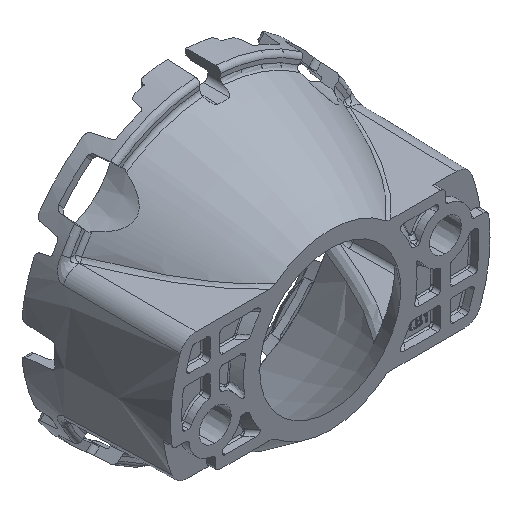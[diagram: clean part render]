
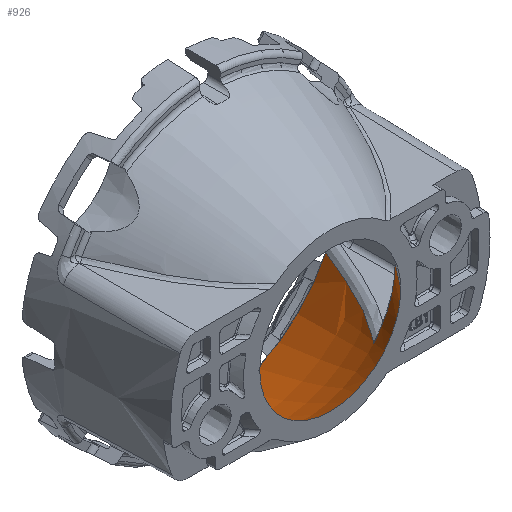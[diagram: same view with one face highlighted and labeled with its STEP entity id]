
A CAD part, isometric view. The second image highlights one B-rep face of the part: STEP entity #926.
In plain terms, the highlighted face is a revolution surface.
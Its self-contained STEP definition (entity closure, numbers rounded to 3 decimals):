
#926=ADVANCED_FACE('',(#2225),#2226,.T.);
#2225=FACE_OUTER_BOUND('',#5888,.T.);
#2226=SURFACE_OF_REVOLUTION('',#5889,#5890);
#5888=EDGE_LOOP('',(#11546,#11547,#11548,#11549,#11550,#11551,#11552,#11553,#11554,#11555,#11556));
#5889=B_SPLINE_CURVE_WITH_KNOTS('',3,(#11557,#11558,#11559,#11560,#11561,#11562,#11563,#11564,#11565,#11566),.UNSPECIFIED.,.F.,.F.,(4,1,1,1,1,1,1,4),(0.0,0.01,0.216,0.349,0.482,0.749,0.99,1.0),.UNSPECIFIED.);
#5890=AXIS1_PLACEMENT('',#11567,#11568);
#11546=ORIENTED_EDGE('',*,*,#15117,.F.);
#11547=ORIENTED_EDGE('',*,*,#15116,.F.);
#11548=ORIENTED_EDGE('',*,*,#15130,.F.);
#11549=ORIENTED_EDGE('',*,*,#15114,.F.);
#11550=ORIENTED_EDGE('',*,*,#15789,.F.);
#11551=ORIENTED_EDGE('',*,*,#15783,.T.);
#11552=ORIENTED_EDGE('',*,*,#15782,.T.);
#11553=ORIENTED_EDGE('',*,*,#16043,.T.);
#11554=ORIENTED_EDGE('',*,*,#16044,.T.);
#11555=ORIENTED_EDGE('',*,*,#16045,.T.);
#11556=ORIENTED_EDGE('',*,*,#16046,.F.);
#11557=CARTESIAN_POINT('',(7.384,-0.116,0.));
#11558=CARTESIAN_POINT('',(7.421,-0.078,0.));
#11559=CARTESIAN_POINT('',(8.237,0.789,0.));
#11560=CARTESIAN_POINT('',(9.398,2.32,0.));
#11561=CARTESIAN_POINT('',(10.749,4.506,0.));
#11562=CARTESIAN_POINT('',(12.126,7.053,0.));
#11563=CARTESIAN_POINT('',(13.544,10.217,0.));
#11564=CARTESIAN_POINT('',(14.56,12.81,0.));
#11565=CARTESIAN_POINT('',(15.05,14.064,0.));
#11566=CARTESIAN_POINT('',(15.07,14.113,0.));
#11567=CARTESIAN_POINT('',(0.,4.876,0.));
#11568=DIRECTION('',(-0.0,-1.0,-0.0));
#15114=EDGE_CURVE('',#17204,#17206,#17207,.T.);
#15116=EDGE_CURVE('',#17208,#17210,#17211,.T.);
#15117=EDGE_CURVE('',#17210,#17212,#17213,.T.);
#15130=EDGE_CURVE('',#17206,#17208,#17234,.T.);
#15782=EDGE_CURVE('',#18352,#18350,#18353,.T.);
#15783=EDGE_CURVE('',#18354,#18352,#18355,.T.);
#15789=EDGE_CURVE('',#18354,#17204,#18363,.T.);
#16043=EDGE_CURVE('',#18350,#18722,#18723,.T.);
#16044=EDGE_CURVE('',#18722,#18724,#18725,.T.);
#16045=EDGE_CURVE('',#18724,#18726,#18727,.T.);
#16046=EDGE_CURVE('',#17212,#18726,#18728,.T.);
#17204=VERTEX_POINT('',#20368);
#17206=VERTEX_POINT('',#20370);
#17207=B_SPLINE_CURVE_WITH_KNOTS('',3,(#20371,#20372,#20373,#20374),.UNSPECIFIED.,.F.,.F.,(4,4),(0.0,1.0),.UNSPECIFIED.);
#17208=VERTEX_POINT('',#20375);
#17210=VERTEX_POINT('',#20377);
#17211=B_SPLINE_CURVE_WITH_KNOTS('',3,(#20378,#20379,#20380,#20381,#20382,#20383,#20384,#20385,#20386,#20387,#20388,#20389,#20390),.UNSPECIFIED.,.F.,.F.,(4,1,1,1,1,1,1,1,1,1,4),(0.0,0.116,0.229,0.338,0.443,0.545,0.643,0.738,0.829,0.916,1.0),.UNSPECIFIED.);
#17212=VERTEX_POINT('',#20391);
#17213=B_SPLINE_CURVE_WITH_KNOTS('',3,(#20392,#20393,#20394,#20395),.UNSPECIFIED.,.F.,.F.,(4,4),(0.0,1.0),.UNSPECIFIED.);
#17234=CIRCLE('',#20441,7.493);
#18350=VERTEX_POINT('',#24137);
#18352=VERTEX_POINT('',#24144);
#18353=B_SPLINE_CURVE_WITH_KNOTS('',3,(#24145,#24146,#24147,#24148,#24149,#24150,#24151,#24152,#24153,#24154,#24155,#24156,#24157,#24158),.UNSPECIFIED.,.F.,.F.,(4,1,1,1,1,1,1,1,1,1,1,4),(0.0,0.04,0.081,0.123,0.165,0.209,0.322,0.446,0.57,0.709,0.853,1.0),.UNSPECIFIED.);
#18354=VERTEX_POINT('',#24159);
#18355=B_SPLINE_CURVE_WITH_KNOTS('',3,(#24160,#24161,#24162,#24163),.UNSPECIFIED.,.F.,.F.,(4,4),(0.0,1.0),.UNSPECIFIED.);
#18363=CIRCLE('',#24193,9.588);
#18722=VERTEX_POINT('',#25219);
#18723=CIRCLE('',#25220,15.012);
#18724=VERTEX_POINT('',#25221);
#18725=B_SPLINE_CURVE_WITH_KNOTS('',3,(#25222,#25223,#25224,#25225,#25226,#25227,#25228,#25229,#25230,#25231,#25232,#25233,#25234,#25235),.UNSPECIFIED.,.F.,.F.,(4,1,1,1,1,1,1,1,1,1,1,4),(0.0,0.073,0.146,0.218,0.29,0.428,0.553,0.678,0.79,0.862,0.932,1.0),.UNSPECIFIED.);
#18726=VERTEX_POINT('',#25236);
#18727=B_SPLINE_CURVE_WITH_KNOTS('',3,(#25237,#25238,#25239,#25240),.UNSPECIFIED.,.F.,.F.,(4,4),(0.0,1.0),.UNSPECIFIED.);
#18728=CIRCLE('',#25241,9.588);
#20368=CARTESIAN_POINT('',(9.588,2.679,0.));
#20370=CARTESIAN_POINT('',(7.493,0.,0.));
#20371=CARTESIAN_POINT('',(9.588,2.679,0.));
#20372=CARTESIAN_POINT('',(8.959,1.742,0.));
#20373=CARTESIAN_POINT('',(8.272,0.834,0.));
#20374=CARTESIAN_POINT('',(7.493,0.,0.));
#20375=CARTESIAN_POINT('',(-7.493,0.,0.001));
#20377=CARTESIAN_POINT('',(-9.559,2.635,0.));
#20378=CARTESIAN_POINT('',(-7.493,0.,0.001));
#20379=CARTESIAN_POINT('',(-7.581,0.096,0.001));
#20380=CARTESIAN_POINT('',(-7.755,0.284,0.002));
#20381=CARTESIAN_POINT('',(-8.003,0.569,0.002));
#20382=CARTESIAN_POINT('',(-8.238,0.849,0.003));
#20383=CARTESIAN_POINT('',(-8.459,1.124,0.003));
#20384=CARTESIAN_POINT('',(-8.669,1.393,0.003));
#20385=CARTESIAN_POINT('',(-8.867,1.656,0.003));
#20386=CARTESIAN_POINT('',(-9.055,1.911,0.003));
#20387=CARTESIAN_POINT('',(-9.232,2.16,0.002));
#20388=CARTESIAN_POINT('',(-9.399,2.4,0.001));
#20389=CARTESIAN_POINT('',(-9.506,2.558,0.));
#20390=CARTESIAN_POINT('',(-9.559,2.635,0.));
#20391=CARTESIAN_POINT('',(-9.588,2.679,0.));
#20392=CARTESIAN_POINT('',(-9.559,2.635,0.));
#20393=CARTESIAN_POINT('',(-9.569,2.65,0.));
#20394=CARTESIAN_POINT('',(-9.578,2.664,0.));
#20395=CARTESIAN_POINT('',(-9.588,2.679,0.));
#20441=AXIS2_PLACEMENT_3D('',#28947,#28948,#28949);
#24137=CARTESIAN_POINT('',(13.486,13.965,-6.593));
#24144=CARTESIAN_POINT('',(7.489,2.9,-6.22));
#24145=CARTESIAN_POINT('',(7.489,2.9,-6.22));
#24146=CARTESIAN_POINT('',(7.593,3.032,-6.228));
#24147=CARTESIAN_POINT('',(7.805,3.299,-6.245));
#24148=CARTESIAN_POINT('',(8.115,3.712,-6.267));
#24149=CARTESIAN_POINT('',(8.424,4.14,-6.288));
#24150=CARTESIAN_POINT('',(8.731,4.583,-6.307));
#24151=CARTESIAN_POINT('',(9.195,5.279,-6.336));
#24152=CARTESIAN_POINT('',(9.815,6.283,-6.376));
#24153=CARTESIAN_POINT('',(10.557,7.607,-6.422));
#24154=CARTESIAN_POINT('',(11.299,9.061,-6.469));
#24155=CARTESIAN_POINT('',(12.032,10.612,-6.511));
#24156=CARTESIAN_POINT('',(12.768,12.268,-6.547));
#24157=CARTESIAN_POINT('',(13.245,13.395,-6.578));
#24158=CARTESIAN_POINT('',(13.486,13.965,-6.593));
#24159=CARTESIAN_POINT('',(7.304,2.679,-6.211));
#24160=CARTESIAN_POINT('',(7.304,2.679,-6.211));
#24161=CARTESIAN_POINT('',(7.366,2.752,-6.215));
#24162=CARTESIAN_POINT('',(7.427,2.826,-6.218));
#24163=CARTESIAN_POINT('',(7.489,2.9,-6.22));
#24193=AXIS2_PLACEMENT_3D('',#29410,#29411,#29412);
#25219=CARTESIAN_POINT('',(-13.487,13.965,-6.593));
#25220=AXIS2_PLACEMENT_3D('',#29569,#29570,#29571);
#25221=CARTESIAN_POINT('',(-7.465,2.9,-6.248));
#25222=CARTESIAN_POINT('',(-13.487,13.965,-6.593));
#25223=CARTESIAN_POINT('',(-13.367,13.68,-6.584));
#25224=CARTESIAN_POINT('',(-13.128,13.113,-6.568));
#25225=CARTESIAN_POINT('',(-12.764,12.268,-6.548));
#25226=CARTESIAN_POINT('',(-12.396,11.433,-6.531));
#25227=CARTESIAN_POINT('',(-11.904,10.349,-6.511));
#25228=CARTESIAN_POINT('',(-11.298,9.074,-6.483));
#25229=CARTESIAN_POINT('',(-10.552,7.619,-6.441));
#25230=CARTESIAN_POINT('',(-9.807,6.29,-6.397));
#25231=CARTESIAN_POINT('',(-9.12,5.186,-6.358));
#25232=CARTESIAN_POINT('',(-8.519,4.3,-6.324));
#25233=CARTESIAN_POINT('',(-8.001,3.582,-6.292));
#25234=CARTESIAN_POINT('',(-7.642,3.125,-6.263));
#25235=CARTESIAN_POINT('',(-7.465,2.9,-6.248));
#25236=CARTESIAN_POINT('',(-7.281,2.679,-6.238));
#25237=CARTESIAN_POINT('',(-7.465,2.9,-6.248));
#25238=CARTESIAN_POINT('',(-7.404,2.826,-6.246));
#25239=CARTESIAN_POINT('',(-7.342,2.752,-6.242));
#25240=CARTESIAN_POINT('',(-7.281,2.679,-6.238));
#25241=AXIS2_PLACEMENT_3D('',#29572,#29573,#29574);
#28947=CARTESIAN_POINT('',(0.,0.,0.));
#28948=DIRECTION('',(0.0,1.0,0.0));
#28949=DIRECTION('',(1.,0.0,0.));
#29410=CARTESIAN_POINT('',(0.,2.679,0.));
#29411=DIRECTION('',(0.0,-1.0,0.0));
#29412=DIRECTION('',(0.762,0.0,-0.648));
#29569=CARTESIAN_POINT('',(0.,13.965,0.));
#29570=DIRECTION('',(0.0,1.0,0.0));
#29571=DIRECTION('',(0.898,0.0,-0.439));
#29572=CARTESIAN_POINT('',(0.,2.679,0.));
#29573=DIRECTION('',(0.0,-1.0,-0.0));
#29574=DIRECTION('',(-1.,0.0,0.));
